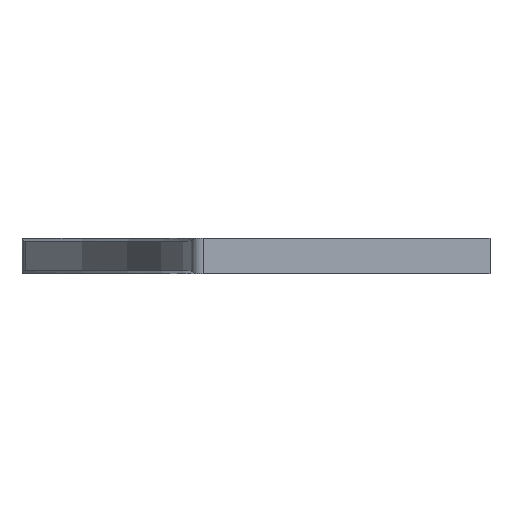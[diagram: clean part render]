
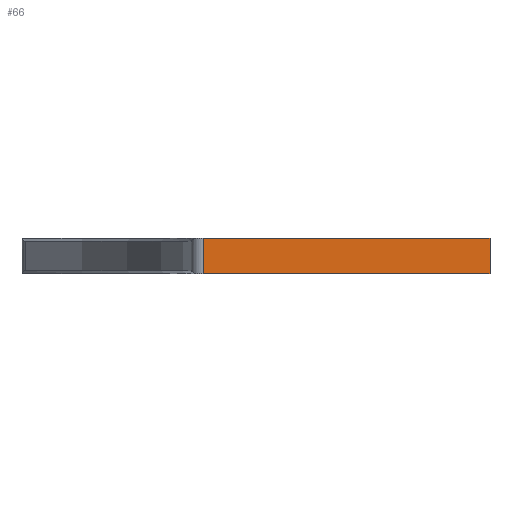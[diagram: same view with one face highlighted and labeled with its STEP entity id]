
A CAD part, front view. The second image highlights one B-rep face of the part: STEP entity #66.
In plain terms, the highlighted planar face has unit normal (0, -1, 0).
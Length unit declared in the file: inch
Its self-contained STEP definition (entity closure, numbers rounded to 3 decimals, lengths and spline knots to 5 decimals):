
#66 = ADVANCED_FACE ( 'NONE', ( #1067 ), #818, .T. ) ;
#67 = VERTEX_POINT ( 'NONE', #244 ) ;
#98 = VERTEX_POINT ( 'NONE', #419 ) ;
#103 = DIRECTION ( 'NONE',  ( 1., 0., 0. ) ) ;
#119 = CARTESIAN_POINT ( 'NONE',  ( 8.63, 0., -0.3735 ) ) ;
#142 = DIRECTION ( 'NONE',  ( 0., 0., -1. ) ) ;
#219 = ORIENTED_EDGE ( 'NONE', *, *, #681, .T. ) ;
#244 = CARTESIAN_POINT ( 'NONE',  ( 5.62861, 0., -0.3735 ) ) ;
#325 = CARTESIAN_POINT ( 'NONE',  ( 5.505, 0., 0. ) ) ;
#397 = LINE ( 'NONE', #325, #942 ) ;
#400 = AXIS2_PLACEMENT_3D ( 'NONE', #971, #966, #142 ) ;
#417 = DIRECTION ( 'NONE',  ( 0., 0., -1. ) ) ;
#419 = CARTESIAN_POINT ( 'NONE',  ( 8.63, 0., 0. ) ) ;
#436 = VERTEX_POINT ( 'NONE', #1051 ) ;
#487 = DIRECTION ( 'NONE',  ( 0., 0., 1. ) ) ;
#489 = VERTEX_POINT ( 'NONE', #1080 ) ;
#538 = ORIENTED_EDGE ( 'NONE', *, *, #791, .T. ) ;
#570 = LINE ( 'NONE', #838, #707 ) ;
#578 = VECTOR ( 'NONE', #487, 39.37008 ) ;
#591 = CARTESIAN_POINT ( 'NONE',  ( 5.62861, 0., -0.3425 ) ) ;
#620 = ORIENTED_EDGE ( 'NONE', *, *, #1141, .F. ) ;
#681 = EDGE_CURVE ( 'NONE', #67, #436, #570, .T. ) ;
#707 = VECTOR ( 'NONE', #103, 39.37008 ) ;
#761 = DIRECTION ( 'NONE',  ( 1., 0., 0. ) ) ;
#771 = EDGE_LOOP ( 'NONE', ( #620, #1128, #219, #538 ) ) ;
#791 = EDGE_CURVE ( 'NONE', #436, #98, #1136, .T. ) ;
#818 = PLANE ( 'NONE',  #400 ) ;
#828 = EDGE_CURVE ( 'NONE', #489, #67, #944, .T. ) ;
#838 = CARTESIAN_POINT ( 'NONE',  ( 5.505, 0., -0.3735 ) ) ;
#942 = VECTOR ( 'NONE', #761, 39.37008 ) ;
#944 = LINE ( 'NONE', #591, #1164 ) ;
#966 = DIRECTION ( 'NONE',  ( 0., -1., 0. ) ) ;
#971 = CARTESIAN_POINT ( 'NONE',  ( 5.505, 0., -0.3735 ) ) ;
#1051 = CARTESIAN_POINT ( 'NONE',  ( 8.63, 0., -0.3735 ) ) ;
#1067 = FACE_OUTER_BOUND ( 'NONE', #771, .T. ) ;
#1080 = CARTESIAN_POINT ( 'NONE',  ( 5.62861, 0., 0. ) ) ;
#1128 = ORIENTED_EDGE ( 'NONE', *, *, #828, .T. ) ;
#1136 = LINE ( 'NONE', #119, #578 ) ;
#1141 = EDGE_CURVE ( 'NONE', #489, #98, #397, .T. ) ;
#1164 = VECTOR ( 'NONE', #417, 39.37008 ) ;
